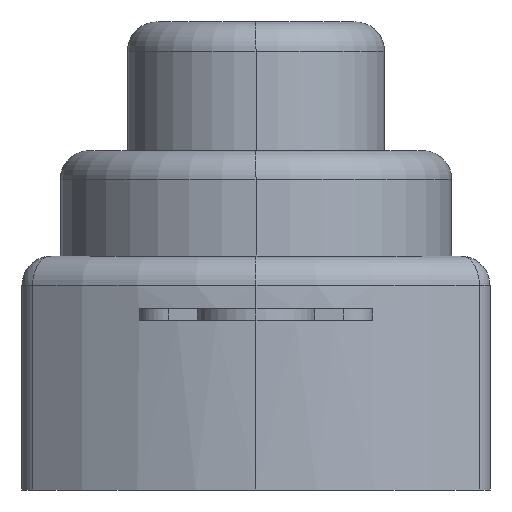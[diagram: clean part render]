
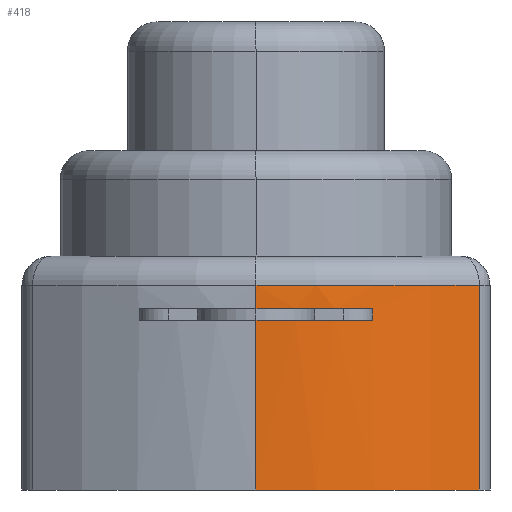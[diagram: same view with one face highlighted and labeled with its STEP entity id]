
A CAD part, left-side view. The second image highlights one B-rep face of the part: STEP entity #418.
In plain terms, the highlighted cylindrical face has radius 6 mm (diameter 12 mm), a partial arc.
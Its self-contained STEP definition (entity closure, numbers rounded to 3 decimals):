
#1 = DIRECTION ( 'NONE',  ( -1., 0., 0. ) ) ;
#16 = VERTEX_POINT ( 'NONE', #1120 ) ;
#18 = AXIS2_PLACEMENT_3D ( 'NONE', #1836, #191, #1671 ) ;
#20 = DIRECTION ( 'NONE',  ( 0., 0., -1. ) ) ;
#24 = VECTOR ( 'NONE', #160, 1000. ) ;
#116 = EDGE_CURVE ( 'NONE', #1744, #16, #2128, .T. ) ;
#149 = EDGE_CURVE ( 'NONE', #161, #1744, #2091, .T. ) ;
#160 = DIRECTION ( 'NONE',  ( 0., 0., 1. ) ) ;
#161 = VERTEX_POINT ( 'NONE', #1779 ) ;
#182 = CARTESIAN_POINT ( 'NONE',  ( -5.685, -2., 4. ) ) ;
#188 = DIRECTION ( 'NONE',  ( 0., 0., -1. ) ) ;
#191 = DIRECTION ( 'NONE',  ( 0., 0., -1. ) ) ;
#214 = ORIENTED_EDGE ( 'NONE', *, *, #2375, .T. ) ;
#297 = AXIS2_PLACEMENT_3D ( 'NONE', #1847, #20, #440 ) ;
#350 = EDGE_CURVE ( 'NONE', #887, #2087, #581, .T. ) ;
#384 = ORIENTED_EDGE ( 'NONE', *, *, #1708, .T. ) ;
#392 = DIRECTION ( 'NONE',  ( 0., 0., 1. ) ) ;
#418 = ADVANCED_FACE ( 'NONE', ( #2201 ), #2059, .T. ) ;
#426 = DIRECTION ( 'NONE',  ( 0., 0., -1. ) ) ;
#440 = DIRECTION ( 'NONE',  ( -1., 0., 0. ) ) ;
#442 = EDGE_CURVE ( 'NONE', #1033, #16, #1566, .T. ) ;
#527 = CIRCLE ( 'NONE', #905, 6. ) ;
#532 = CARTESIAN_POINT ( 'NONE',  ( -4.656, -3.818, 4. ) ) ;
#581 = LINE ( 'NONE', #788, #1489 ) ;
#649 = VECTOR ( 'NONE', #1195, 1000. ) ;
#692 = ORIENTED_EDGE ( 'NONE', *, *, #116, .T. ) ;
#693 = CARTESIAN_POINT ( 'NONE',  ( -6.028, 0., 0. ) ) ;
#725 = CARTESIAN_POINT ( 'NONE',  ( -6.028, 0., 3.5 ) ) ;
#788 = CARTESIAN_POINT ( 'NONE',  ( -6.028, 0., 4. ) ) ;
#810 = CARTESIAN_POINT ( 'NONE',  ( -6.028, 0., 4. ) ) ;
#830 = VERTEX_POINT ( 'NONE', #1423 ) ;
#866 = DIRECTION ( 'NONE',  ( -1., 0., 0. ) ) ;
#887 = VERTEX_POINT ( 'NONE', #2373 ) ;
#905 = AXIS2_PLACEMENT_3D ( 'NONE', #1748, #392, #1 ) ;
#1033 = VERTEX_POINT ( 'NONE', #1341 ) ;
#1116 = LINE ( 'NONE', #182, #2215 ) ;
#1120 = CARTESIAN_POINT ( 'NONE',  ( -6.028, 0., 3.1 ) ) ;
#1176 = DIRECTION ( 'NONE',  ( -1., 0., 0. ) ) ;
#1195 = DIRECTION ( 'NONE',  ( 0., 0., -1. ) ) ;
#1247 = CARTESIAN_POINT ( 'NONE',  ( -0.028, 0., 3.5 ) ) ;
#1329 = ORIENTED_EDGE ( 'NONE', *, *, #1875, .T. ) ;
#1341 = CARTESIAN_POINT ( 'NONE',  ( -5.685, -2., 3.1 ) ) ;
#1347 = ORIENTED_EDGE ( 'NONE', *, *, #442, .F. ) ;
#1423 = CARTESIAN_POINT ( 'NONE',  ( -5.685, -2., 2.9 ) ) ;
#1440 = DIRECTION ( 'NONE',  ( 0., 0., -1. ) ) ;
#1464 = LINE ( 'NONE', #532, #24 ) ;
#1489 = VECTOR ( 'NONE', #188, 1000. ) ;
#1566 = CIRCLE ( 'NONE', #1945, 6. ) ;
#1671 = DIRECTION ( 'NONE',  ( -1., 0., 0. ) ) ;
#1688 = CARTESIAN_POINT ( 'NONE',  ( -0.028, 0., 3.1 ) ) ;
#1708 = EDGE_CURVE ( 'NONE', #1033, #830, #1116, .T. ) ;
#1744 = VERTEX_POINT ( 'NONE', #725 ) ;
#1748 = CARTESIAN_POINT ( 'NONE',  ( -0.028, 0., 0. ) ) ;
#1779 = CARTESIAN_POINT ( 'NONE',  ( -4.656, -3.818, 3.5 ) ) ;
#1836 = CARTESIAN_POINT ( 'NONE',  ( -0.028, 0., 2.9 ) ) ;
#1844 = EDGE_LOOP ( 'NONE', ( #2177, #692, #1347, #384, #214, #2030, #1329, #1898 ) ) ;
#1847 = CARTESIAN_POINT ( 'NONE',  ( -0.028, 0., 4. ) ) ;
#1875 = EDGE_CURVE ( 'NONE', #2087, #2224, #527, .T. ) ;
#1898 = ORIENTED_EDGE ( 'NONE', *, *, #1939, .T. ) ;
#1939 = EDGE_CURVE ( 'NONE', #2224, #161, #1464, .T. ) ;
#1945 = AXIS2_PLACEMENT_3D ( 'NONE', #1688, #426, #1176 ) ;
#2030 = ORIENTED_EDGE ( 'NONE', *, *, #350, .T. ) ;
#2053 = CARTESIAN_POINT ( 'NONE',  ( -4.656, -3.818, 0. ) ) ;
#2059 = CYLINDRICAL_SURFACE ( 'NONE', #297, 6. ) ;
#2087 = VERTEX_POINT ( 'NONE', #693 ) ;
#2091 = CIRCLE ( 'NONE', #2200, 6. ) ;
#2106 = CIRCLE ( 'NONE', #18, 6. ) ;
#2128 = LINE ( 'NONE', #810, #649 ) ;
#2177 = ORIENTED_EDGE ( 'NONE', *, *, #149, .T. ) ;
#2200 = AXIS2_PLACEMENT_3D ( 'NONE', #1247, #1440, #866 ) ;
#2201 = FACE_OUTER_BOUND ( 'NONE', #1844, .T. ) ;
#2207 = DIRECTION ( 'NONE',  ( 0., 0., -1. ) ) ;
#2215 = VECTOR ( 'NONE', #2207, 1000. ) ;
#2224 = VERTEX_POINT ( 'NONE', #2053 ) ;
#2373 = CARTESIAN_POINT ( 'NONE',  ( -6.028, 0., 2.9 ) ) ;
#2375 = EDGE_CURVE ( 'NONE', #830, #887, #2106, .T. ) ;
